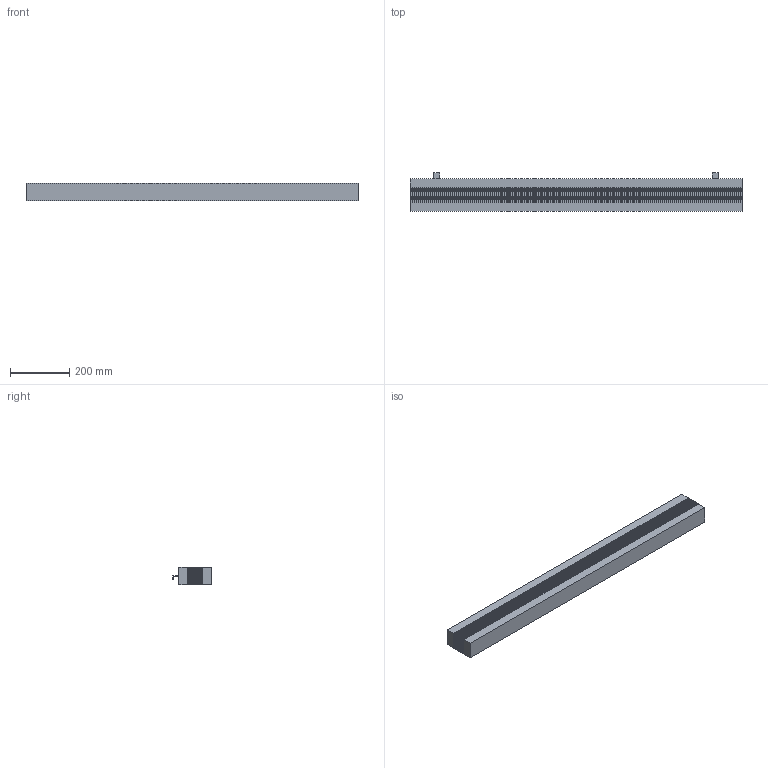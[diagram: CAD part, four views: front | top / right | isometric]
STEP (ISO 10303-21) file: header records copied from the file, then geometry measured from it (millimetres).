
FILE_DESCRIPTION (( 'STEP AP214' ), '1' );
FILE_NAME ('LINER S DR LED 1200 TH 20 W 4000K.STEP', '2018-07-19T14:22:03', ( '' ), ( '' ), 'SwSTEP 2.0', 'SolidWorks 2013', '' );
FILE_SCHEMA (( 'AUTOMOTIVE_DESIGN' ));
Length unit declared in the file: millimetre
Products named in the file (1): LINER S DR LED 1200 TH 20 W 4000K
Bounding box: 1123 x 130 x 60 mm (x, y, z)
Volume: 7322802 mm3; surface area: 517745.3 mm2
Topology: 1 solids, 1 shells, 190 faces, 456 edges, 304 vertices
Faces by surface type: plane 190
Entity records: 5434 total; most frequent: CARTESIAN_POINT 951, ORIENTED_EDGE 912, DIRECTION 838, LINE 456, VECTOR 456, EDGE_CURVE 456, VERTEX_POINT 304, EDGE_LOOP 226
